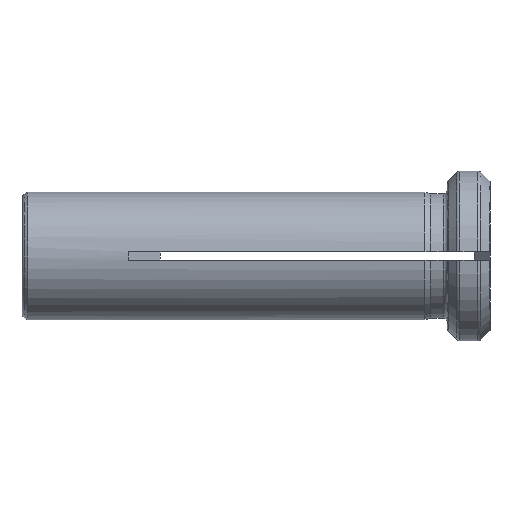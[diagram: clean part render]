
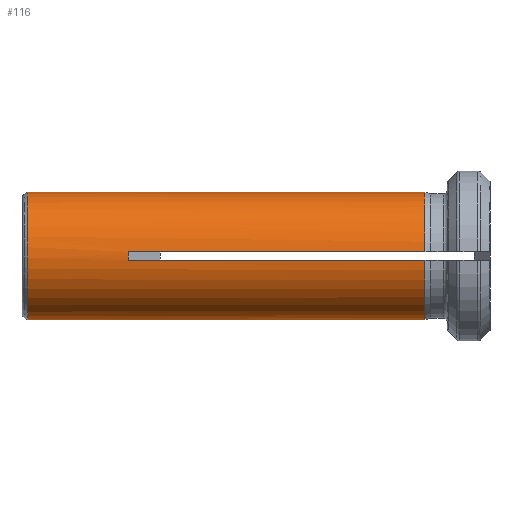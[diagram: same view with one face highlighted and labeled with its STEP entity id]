
A CAD part, front view. The second image highlights one B-rep face of the part: STEP entity #116.
In plain terms, the highlighted cylindrical face has radius 6 mm (diameter 12 mm), a full revolution.
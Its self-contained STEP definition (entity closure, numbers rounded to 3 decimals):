
#116=ADVANCED_FACE( '', ( #293, #294 ), #295, .T. );
#293=FACE_OUTER_BOUND( '', #540, .T. );
#294=FACE_OUTER_BOUND( '', #541, .T. );
#295=CYLINDRICAL_SURFACE( '', #542, 6. );
#540=EDGE_LOOP( '', ( #833, #834, #835, #836, #837, #838, #839, #840, #841, #842, #843, #844, #845, #846, #847, #848 ) );
#541=EDGE_LOOP( '', ( #849 ) );
#542=AXIS2_PLACEMENT_3D( '', #850, #851, #852 );
#833=ORIENTED_EDGE( '', *, *, #1554, .F. );
#834=ORIENTED_EDGE( '', *, *, #1555, .F. );
#835=ORIENTED_EDGE( '', *, *, #1556, .T. );
#836=ORIENTED_EDGE( '', *, *, #1557, .F. );
#837=ORIENTED_EDGE( '', *, *, #1558, .F. );
#838=ORIENTED_EDGE( '', *, *, #1559, .F. );
#839=ORIENTED_EDGE( '', *, *, #1560, .T. );
#840=ORIENTED_EDGE( '', *, *, #1561, .F. );
#841=ORIENTED_EDGE( '', *, *, #1562, .F. );
#842=ORIENTED_EDGE( '', *, *, #1563, .F. );
#843=ORIENTED_EDGE( '', *, *, #1564, .T. );
#844=ORIENTED_EDGE( '', *, *, #1565, .F. );
#845=ORIENTED_EDGE( '', *, *, #1566, .F. );
#846=ORIENTED_EDGE( '', *, *, #1567, .F. );
#847=ORIENTED_EDGE( '', *, *, #1551, .T. );
#848=ORIENTED_EDGE( '', *, *, #1511, .F. );
#849=ORIENTED_EDGE( '', *, *, #1568, .F. );
#850=CARTESIAN_POINT( '', ( -60., 0., 0. ) );
#851=DIRECTION( '', ( 1., 0., 0. ) );
#852=DIRECTION( '', ( 0., 0., 1. ) );
#1511=EDGE_CURVE( '', #1812, #1815, #1816, .F. );
#1551=EDGE_CURVE( '', #1887, #1815, #1888, .F. );
#1554=EDGE_CURVE( '', #1891, #1812, #1892, .F. );
#1555=EDGE_CURVE( '', #1893, #1891, #1894, .F. );
#1556=EDGE_CURVE( '', #1893, #1895, #1896, .F. );
#1557=EDGE_CURVE( '', #1897, #1895, #1898, .F. );
#1558=EDGE_CURVE( '', #1899, #1897, #1900, .F. );
#1559=EDGE_CURVE( '', #1901, #1899, #1902, .F. );
#1560=EDGE_CURVE( '', #1901, #1903, #1904, .F. );
#1561=EDGE_CURVE( '', #1905, #1903, #1906, .F. );
#1562=EDGE_CURVE( '', #1907, #1905, #1908, .F. );
#1563=EDGE_CURVE( '', #1909, #1907, #1910, .F. );
#1564=EDGE_CURVE( '', #1909, #1911, #1912, .F. );
#1565=EDGE_CURVE( '', #1913, #1911, #1914, .F. );
#1566=EDGE_CURVE( '', #1915, #1913, #1916, .F. );
#1567=EDGE_CURVE( '', #1887, #1915, #1917, .F. );
#1568=EDGE_CURVE( '', #1918, #1918, #1919, .F. );
#1812=VERTEX_POINT( '', #2266 );
#1815=VERTEX_POINT( '', #2275 );
#1816=CIRCLE( '', #2276, 6. );
#1887=VERTEX_POINT( '', #2407 );
#1888=LINE( '', #2408, #2409 );
#1891=VERTEX_POINT( '', #2413 );
#1892=LINE( '', #2414, #2415 );
#1893=VERTEX_POINT( '', #2416 );
#1894=ELLIPSE( '', #2417, 8.485, 6. );
#1895=VERTEX_POINT( '', #2418 );
#1896=LINE( '', #2419, #2420 );
#1897=VERTEX_POINT( '', #2421 );
#1898=CIRCLE( '', #2422, 6. );
#1899=VERTEX_POINT( '', #2423 );
#1900=LINE( '', #2424, #2425 );
#1901=VERTEX_POINT( '', #2426 );
#1902=ELLIPSE( '', #2427, 8.485, 6. );
#1903=VERTEX_POINT( '', #2428 );
#1904=LINE( '', #2429, #2430 );
#1905=VERTEX_POINT( '', #2431 );
#1906=CIRCLE( '', #2432, 6. );
#1907=VERTEX_POINT( '', #2433 );
#1908=LINE( '', #2434, #2435 );
#1909=VERTEX_POINT( '', #2436 );
#1910=ELLIPSE( '', #2437, 8.485, 6. );
#1911=VERTEX_POINT( '', #2438 );
#1912=LINE( '', #2439, #2440 );
#1913=VERTEX_POINT( '', #2441 );
#1914=CIRCLE( '', #2442, 6. );
#1915=VERTEX_POINT( '', #2443 );
#1916=LINE( '', #2444, #2445 );
#1917=ELLIPSE( '', #2446, 8.485, 6. );
#1918=VERTEX_POINT( '', #2447 );
#1919=CIRCLE( '', #2448, 6. );
#2266=CARTESIAN_POINT( '', ( -2.127, 5.987, 0.4 ) );
#2275=CARTESIAN_POINT( '', ( -2.127, 0.4, 5.987 ) );
#2276=AXIS2_PLACEMENT_3D( '', #3148, #3149, #3150 );
#2407=CARTESIAN_POINT( '', ( -29.987, 0.4, 5.987 ) );
#2408=CARTESIAN_POINT( '', ( -60., 0.4, 5.987 ) );
#2409=VECTOR( '', #3190, 1000. );
#2413=CARTESIAN_POINT( '', ( -29.987, 5.987, 0.4 ) );
#2414=CARTESIAN_POINT( '', ( -60., 5.987, 0.4 ) );
#2415=VECTOR( '', #3192, 1000. );
#2416=CARTESIAN_POINT( '', ( -29.987, 5.987, -0.4 ) );
#2417=AXIS2_PLACEMENT_3D( '', #3193, #3194, #3195 );
#2418=CARTESIAN_POINT( '', ( -2.127, 5.987, -0.4 ) );
#2419=CARTESIAN_POINT( '', ( -60., 5.987, -0.4 ) );
#2420=VECTOR( '', #3196, 1000. );
#2421=CARTESIAN_POINT( '', ( -2.127, 0.4, -5.987 ) );
#2422=AXIS2_PLACEMENT_3D( '', #3197, #3198, #3199 );
#2423=CARTESIAN_POINT( '', ( -29.987, 0.4, -5.987 ) );
#2424=CARTESIAN_POINT( '', ( -60., 0.4, -5.987 ) );
#2425=VECTOR( '', #3200, 1000. );
#2426=CARTESIAN_POINT( '', ( -29.987, -0.4, -5.987 ) );
#2427=AXIS2_PLACEMENT_3D( '', #3201, #3202, #3203 );
#2428=CARTESIAN_POINT( '', ( -2.127, -0.4, -5.987 ) );
#2429=CARTESIAN_POINT( '', ( -60., -0.4, -5.987 ) );
#2430=VECTOR( '', #3204, 1000. );
#2431=CARTESIAN_POINT( '', ( -2.127, -5.987, -0.4 ) );
#2432=AXIS2_PLACEMENT_3D( '', #3205, #3206, #3207 );
#2433=CARTESIAN_POINT( '', ( -29.987, -5.987, -0.4 ) );
#2434=CARTESIAN_POINT( '', ( -60., -5.987, -0.4 ) );
#2435=VECTOR( '', #3208, 1000. );
#2436=CARTESIAN_POINT( '', ( -29.987, -5.987, 0.4 ) );
#2437=AXIS2_PLACEMENT_3D( '', #3209, #3210, #3211 );
#2438=CARTESIAN_POINT( '', ( -2.127, -5.987, 0.4 ) );
#2439=CARTESIAN_POINT( '', ( -60., -5.987, 0.4 ) );
#2440=VECTOR( '', #3212, 1000. );
#2441=CARTESIAN_POINT( '', ( -2.127, -0.4, 5.987 ) );
#2442=AXIS2_PLACEMENT_3D( '', #3213, #3214, #3215 );
#2443=CARTESIAN_POINT( '', ( -29.987, -0.4, 5.987 ) );
#2444=CARTESIAN_POINT( '', ( -60., -0.4, 5.987 ) );
#2445=VECTOR( '', #3216, 1000. );
#2446=AXIS2_PLACEMENT_3D( '', #3217, #3218, #3219 );
#2447=CARTESIAN_POINT( '', ( -39.473, 0., -6. ) );
#2448=AXIS2_PLACEMENT_3D( '', #3220, #3221, #3222 );
#3148=CARTESIAN_POINT( '', ( -2.127, 0., 0. ) );
#3149=DIRECTION( '', ( -1., 0., 0. ) );
#3150=DIRECTION( '', ( 0., 0., 1. ) );
#3190=DIRECTION( '', ( -1., 0., 0. ) );
#3192=DIRECTION( '', ( -1., 0., 0. ) );
#3193=CARTESIAN_POINT( '', ( -24., 0., 0. ) );
#3194=DIRECTION( '', ( -0.707, -0.707, 0. ) );
#3195=DIRECTION( '', ( -0.707, 0.707, 0. ) );
#3196=DIRECTION( '', ( -1., 0., 0. ) );
#3197=CARTESIAN_POINT( '', ( -2.127, 0., 0. ) );
#3198=DIRECTION( '', ( -1., 0., 0. ) );
#3199=DIRECTION( '', ( 0., 0., 1. ) );
#3200=DIRECTION( '', ( -1., 0., 0. ) );
#3201=CARTESIAN_POINT( '', ( -24., 0., 0. ) );
#3202=DIRECTION( '', ( -0.707, 0., 0.707 ) );
#3203=DIRECTION( '', ( -0.707, 0., -0.707 ) );
#3204=DIRECTION( '', ( -1., 0., 0. ) );
#3205=CARTESIAN_POINT( '', ( -2.127, 0., 0. ) );
#3206=DIRECTION( '', ( -1., 0., 0. ) );
#3207=DIRECTION( '', ( 0., 0., 1. ) );
#3208=DIRECTION( '', ( -1., 0., 0. ) );
#3209=CARTESIAN_POINT( '', ( -24., 0., 0. ) );
#3210=DIRECTION( '', ( -0.707, 0.707, 0. ) );
#3211=DIRECTION( '', ( -0.707, -0.707, 0. ) );
#3212=DIRECTION( '', ( -1., 0., 0. ) );
#3213=CARTESIAN_POINT( '', ( -2.127, 0., 0. ) );
#3214=DIRECTION( '', ( -1., 0., 0. ) );
#3215=DIRECTION( '', ( 0., 0., 1. ) );
#3216=DIRECTION( '', ( -1., 0., 0. ) );
#3217=CARTESIAN_POINT( '', ( -24., 0., 0. ) );
#3218=DIRECTION( '', ( -0.707, 0., -0.707 ) );
#3219=DIRECTION( '', ( -0.707, 0., 0.707 ) );
#3220=CARTESIAN_POINT( '', ( -39.473, 0., 0. ) );
#3221=DIRECTION( '', ( 1., 0., 0. ) );
#3222=DIRECTION( '', ( 0., 0., -1. ) );
